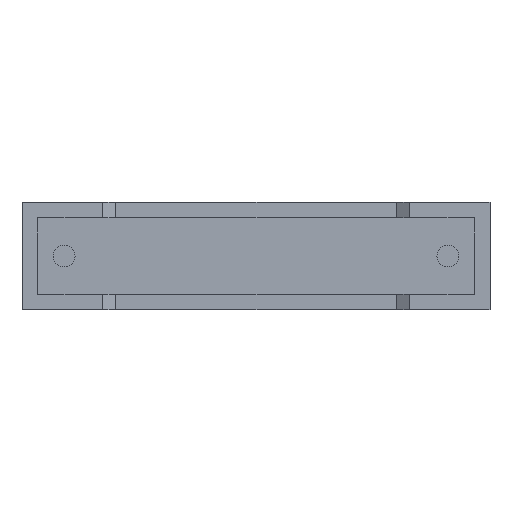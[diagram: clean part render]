
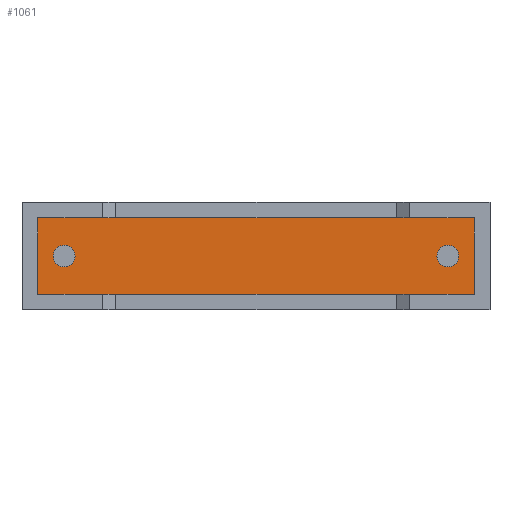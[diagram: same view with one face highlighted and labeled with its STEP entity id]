
A CAD part, front view. The second image highlights one B-rep face of the part: STEP entity #1061.
In plain terms, the highlighted planar face has unit normal (0, -1, 0).
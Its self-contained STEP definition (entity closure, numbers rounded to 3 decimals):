
#9 = EDGE_LOOP ( 'NONE', ( #2853, #870, #2536, #2224 ) ) ;
#20 = EDGE_CURVE ( 'NONE', #894, #1850, #1165, .T. ) ;
#43 = FACE_BOUND ( 'NONE', #2733, .T. ) ;
#124 = EDGE_CURVE ( 'NONE', #273, #2481, #2057, .T. ) ;
#185 = VECTOR ( 'NONE', #530, 1000. ) ;
#253 = CARTESIAN_POINT ( 'NONE',  ( 0.61, 0.75, 0.61 ) ) ;
#270 = EDGE_CURVE ( 'NONE', #2804, #894, #2436, .T. ) ;
#273 = VERTEX_POINT ( 'NONE', #2503 ) ;
#304 = CARTESIAN_POINT ( 'NONE',  ( 1.65, 0.75, 1.675 ) ) ;
#306 = DIRECTION ( 'NONE',  ( 0., 0., -1. ) ) ;
#355 = ORIENTED_EDGE ( 'NONE', *, *, #2116, .F. ) ;
#401 = ORIENTED_EDGE ( 'NONE', *, *, #1314, .F. ) ;
#530 = DIRECTION ( 'NONE',  ( 0., 0., 1. ) ) ;
#554 = CARTESIAN_POINT ( 'NONE',  ( 16.65, 0.75, 2.1 ) ) ;
#561 = LINE ( 'NONE', #2639, #185 ) ;
#562 = CIRCLE ( 'NONE', #1801, 0.425 ) ;
#594 = DIRECTION ( 'NONE',  ( 0., -1., 0. ) ) ;
#670 = CARTESIAN_POINT ( 'NONE',  ( 0.61, 0.75, 3.59 ) ) ;
#682 = AXIS2_PLACEMENT_3D ( 'NONE', #895, #1420, #2063 ) ;
#721 = DIRECTION ( 'NONE',  ( 1., 0., 0. ) ) ;
#816 = CARTESIAN_POINT ( 'NONE',  ( 17.69, 0.75, 3.59 ) ) ;
#854 = CARTESIAN_POINT ( 'NONE',  ( 0.61, 0.75, 3.59 ) ) ;
#870 = ORIENTED_EDGE ( 'NONE', *, *, #3057, .T. ) ;
#894 = VERTEX_POINT ( 'NONE', #854 ) ;
#895 = CARTESIAN_POINT ( 'NONE',  ( 1.65, 0.75, 2.1 ) ) ;
#897 = DIRECTION ( 'NONE',  ( 0., 0., -1. ) ) ;
#934 = EDGE_CURVE ( 'NONE', #1157, #2804, #561, .T. ) ;
#989 = VECTOR ( 'NONE', #2006, 1000. ) ;
#1061 = ADVANCED_FACE ( 'NONE', ( #43, #1450, #1649 ), #1470, .T. ) ;
#1093 = CIRCLE ( 'NONE', #682, 0.425 ) ;
#1157 = VERTEX_POINT ( 'NONE', #1159 ) ;
#1159 = CARTESIAN_POINT ( 'NONE',  ( 17.69, 0.75, 0.61 ) ) ;
#1165 = LINE ( 'NONE', #670, #2270 ) ;
#1223 = AXIS2_PLACEMENT_3D ( 'NONE', #2179, #2403, #306 ) ;
#1225 = DIRECTION ( 'NONE',  ( 0., -1., 0. ) ) ;
#1266 = DIRECTION ( 'NONE',  ( 0., 0., -1. ) ) ;
#1314 = EDGE_CURVE ( 'NONE', #2481, #273, #2570, .T. ) ;
#1391 = CARTESIAN_POINT ( 'NONE',  ( 16.65, 0.75, 2.525 ) ) ;
#1420 = DIRECTION ( 'NONE',  ( 0., -1., 0. ) ) ;
#1450 = FACE_OUTER_BOUND ( 'NONE', #9, .T. ) ;
#1451 = DIRECTION ( 'NONE',  ( 0., -1., 0. ) ) ;
#1470 = PLANE ( 'NONE',  #1223 ) ;
#1531 = EDGE_CURVE ( 'NONE', #2457, #2220, #1093, .T. ) ;
#1649 = FACE_BOUND ( 'NONE', #1979, .T. ) ;
#1801 = AXIS2_PLACEMENT_3D ( 'NONE', #3035, #1225, #897 ) ;
#1823 = ORIENTED_EDGE ( 'NONE', *, *, #1531, .F. ) ;
#1850 = VERTEX_POINT ( 'NONE', #2946 ) ;
#1904 = DIRECTION ( 'NONE',  ( 0., 0., -1. ) ) ;
#1979 = EDGE_LOOP ( 'NONE', ( #1823, #355 ) ) ;
#2006 = DIRECTION ( 'NONE',  ( -1., 0., 0. ) ) ;
#2057 = CIRCLE ( 'NONE', #2709, 0.425 ) ;
#2060 = DIRECTION ( 'NONE',  ( 0., 0., -1. ) ) ;
#2063 = DIRECTION ( 'NONE',  ( 0., 0., -1. ) ) ;
#2065 = CARTESIAN_POINT ( 'NONE',  ( 1.65, 0.75, 2.525 ) ) ;
#2116 = EDGE_CURVE ( 'NONE', #2220, #2457, #562, .T. ) ;
#2179 = CARTESIAN_POINT ( 'NONE',  ( 0., 0.75, 0. ) ) ;
#2191 = AXIS2_PLACEMENT_3D ( 'NONE', #554, #594, #1266 ) ;
#2220 = VERTEX_POINT ( 'NONE', #304 ) ;
#2224 = ORIENTED_EDGE ( 'NONE', *, *, #270, .T. ) ;
#2270 = VECTOR ( 'NONE', #2060, 1000. ) ;
#2369 = CARTESIAN_POINT ( 'NONE',  ( 16.65, 0.75, 2.1 ) ) ;
#2403 = DIRECTION ( 'NONE',  ( 0., -1., 0. ) ) ;
#2436 = LINE ( 'NONE', #816, #989 ) ;
#2457 = VERTEX_POINT ( 'NONE', #2065 ) ;
#2481 = VERTEX_POINT ( 'NONE', #1391 ) ;
#2490 = LINE ( 'NONE', #253, #2800 ) ;
#2503 = CARTESIAN_POINT ( 'NONE',  ( 16.65, 0.75, 1.675 ) ) ;
#2536 = ORIENTED_EDGE ( 'NONE', *, *, #934, .T. ) ;
#2570 = CIRCLE ( 'NONE', #2191, 0.425 ) ;
#2625 = CARTESIAN_POINT ( 'NONE',  ( 17.69, 0.75, 3.59 ) ) ;
#2639 = CARTESIAN_POINT ( 'NONE',  ( 17.69, 0.75, 0.61 ) ) ;
#2709 = AXIS2_PLACEMENT_3D ( 'NONE', #2369, #1451, #1904 ) ;
#2733 = EDGE_LOOP ( 'NONE', ( #401, #2787 ) ) ;
#2787 = ORIENTED_EDGE ( 'NONE', *, *, #124, .F. ) ;
#2800 = VECTOR ( 'NONE', #721, 1000. ) ;
#2804 = VERTEX_POINT ( 'NONE', #2625 ) ;
#2853 = ORIENTED_EDGE ( 'NONE', *, *, #20, .T. ) ;
#2946 = CARTESIAN_POINT ( 'NONE',  ( 0.61, 0.75, 0.61 ) ) ;
#3035 = CARTESIAN_POINT ( 'NONE',  ( 1.65, 0.75, 2.1 ) ) ;
#3057 = EDGE_CURVE ( 'NONE', #1850, #1157, #2490, .T. ) ;
